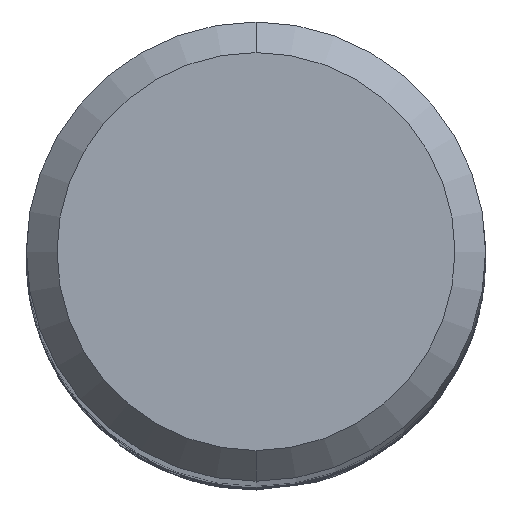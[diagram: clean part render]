
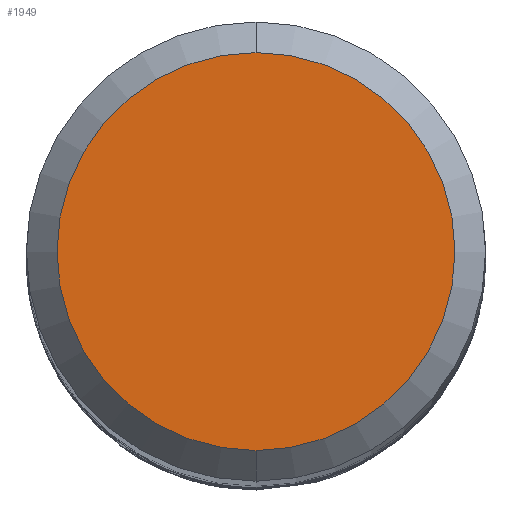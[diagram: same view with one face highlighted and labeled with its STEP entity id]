
A CAD part, top view. The second image highlights one B-rep face of the part: STEP entity #1949.
In plain terms, the highlighted planar face has unit normal (0, 0, 1).
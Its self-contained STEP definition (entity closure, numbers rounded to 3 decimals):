
#1949=ADVANCED_FACE('',(#4458),#4459,.T.);
#2023=EDGE_CURVE('',#3345,#3659,#4539,.T.);
#3061=EDGE_CURVE('',#3659,#3345,#5672,.T.);
#3345=VERTEX_POINT('',#5980);
#3659=VERTEX_POINT('',#6325);
#4458=FACE_OUTER_BOUND('',#13342,.T.);
#4459=PLANE('',#13343);
#4539=CIRCLE('',#14290,2.6);
#5672=CIRCLE('',#25678,2.6);
#5980=CARTESIAN_POINT('',(0.,-2.6,0.0));
#6325=CARTESIAN_POINT('',(0.0,2.6,0.0));
#13342=EDGE_LOOP('',(#31587,#31588));
#13343=AXIS2_PLACEMENT_3D('',#31589,#31590,#31591);
#14290=AXIS2_PLACEMENT_3D('',#31679,#31680,#31681);
#25678=AXIS2_PLACEMENT_3D('',#32917,#32918,#32919);
#31587=ORIENTED_EDGE('',*,*,#3061,.F.);
#31588=ORIENTED_EDGE('',*,*,#2023,.F.);
#31589=CARTESIAN_POINT('',(0.0,1.3,0.0));
#31590=DIRECTION('',(-0.0,0.0,1.0));
#31591=DIRECTION('',(0.0,-1.0,0.0));
#31679=CARTESIAN_POINT('',(0.0,0.0,0.0));
#31680=DIRECTION('',(0.0,0.0,-1.0));
#31681=DIRECTION('',(0.0,1.0,0.0));
#32917=CARTESIAN_POINT('',(0.0,0.0,0.0));
#32918=DIRECTION('',(0.0,0.0,-1.0));
#32919=DIRECTION('',(0.0,1.0,0.0));
